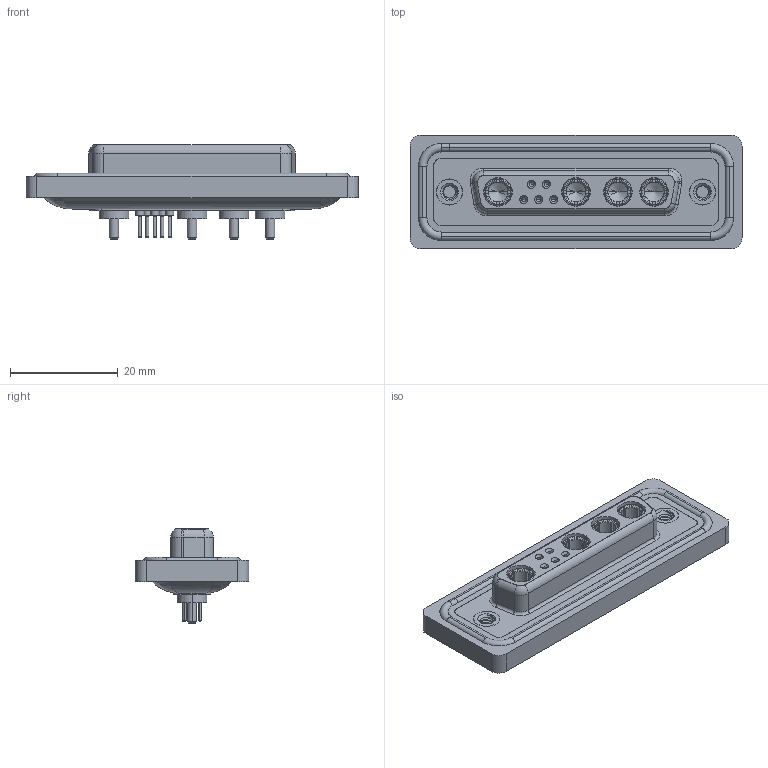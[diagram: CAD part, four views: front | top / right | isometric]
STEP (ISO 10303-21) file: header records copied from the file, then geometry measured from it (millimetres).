
FILE_DESCRIPTION (( 'STEP AP203' ), '1' );
FILE_NAME ('628W9W4-324-1N2.STEP', '2024-04-09T19:53:54', ( '' ), ( '' ), 'SwSTEP 2.0', 'SolidWorks 2023', '' );
FILE_SCHEMA (( 'CONFIG_CONTROL_DESIGN' ));
Length unit declared in the file: millimetre
Products named in the file (9): 628W9W4-324-1N2; 628Combo Shell Rear_25 Contacts; Power Socket_10A S; 628Combo Contact Row 1_24; 628Combo Housing_9W4; 628Combo Waterproof Housing_25 Contacts; 628Combo Contact Row 2_24; 628Combo Shell Front_25 Contacts; 628Combo Threaded Rivet_2
Assembly tree (15 placements, depth 2):
  628W9W4-324-1N2
    628Combo Housing_9W4
    628Combo Waterproof Housing_25 Contacts
    628Combo Shell Front_25 Contacts
    628Combo Shell Rear_25 Contacts
    628Combo Threaded Rivet_2  x2
    628Combo Contact Row 1_24  x2
    628Combo Contact Row 2_24  x3
    Power Socket_10A S  x4
Bounding box: 61.75 x 21.1 x 17.55 mm (x, y, z)
Volume: 8164.5 mm3; surface area: 13511.4 mm2
Topology: 20 solids, 20 shells, 957 faces, 2379 edges, 1499 vertices
Faces by surface type: cylinder 375, plane 296, torus 157, cone 115, bspline 14
Entity records: 20650 total; most frequent: CARTESIAN_POINT 5234, DIRECTION 3208, ORIENTED_EDGE 2880, EDGE_CURVE 1440, AXIS2_PLACEMENT_3D 1316, VERTEX_POINT 913, CIRCLE 715, EDGE_LOOP 669
